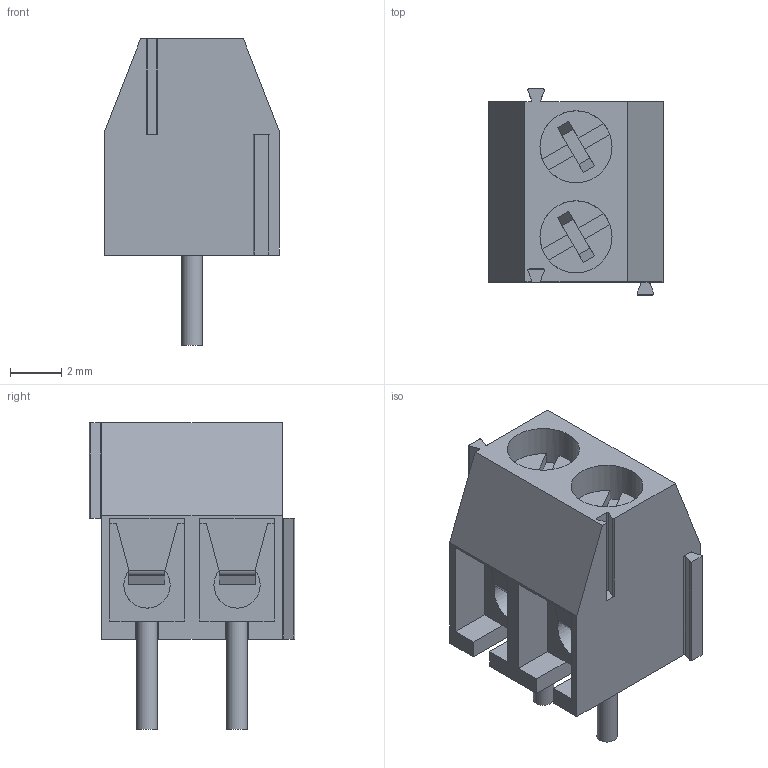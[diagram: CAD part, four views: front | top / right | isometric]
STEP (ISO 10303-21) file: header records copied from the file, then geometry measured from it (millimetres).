
FILE_DESCRIPTION( ( 'STEP AP214' ), '1' );
FILE_NAME( ' ', ' ', ( ' ' ), ( ' ' ), 'PSStep 11.0', 'VISI 17.0', ' ' );
FILE_SCHEMA( ( 'AUTOMOTIVE_DESIGN { 1 0 10303 214 1 1 1 1 }' ) );
Length unit declared in the file: millimetre
Products named in the file (1): 1
Bounding box: 6.8 x 8 x 11.9 mm (x, y, z)
Volume: 288.6 mm3; surface area: 508.5 mm2
Topology: 1 solids, 1 shells, 120 faces, 322 edges, 208 vertices
Faces by surface type: plane 96, cylinder 24
Full cylindrical faces by diameter (mm): 0.8 x2, 1.8 x2, 2.8 x2
Entity records: 4613 total; most frequent: CARTESIAN_POINT 637, ORIENTED_EDGE 624, DIRECTION 610, EDGE_CURVE 312, LINE 256, VECTOR 256, VERTEX_POINT 204, AXIS2_PLACEMENT_3D 177
